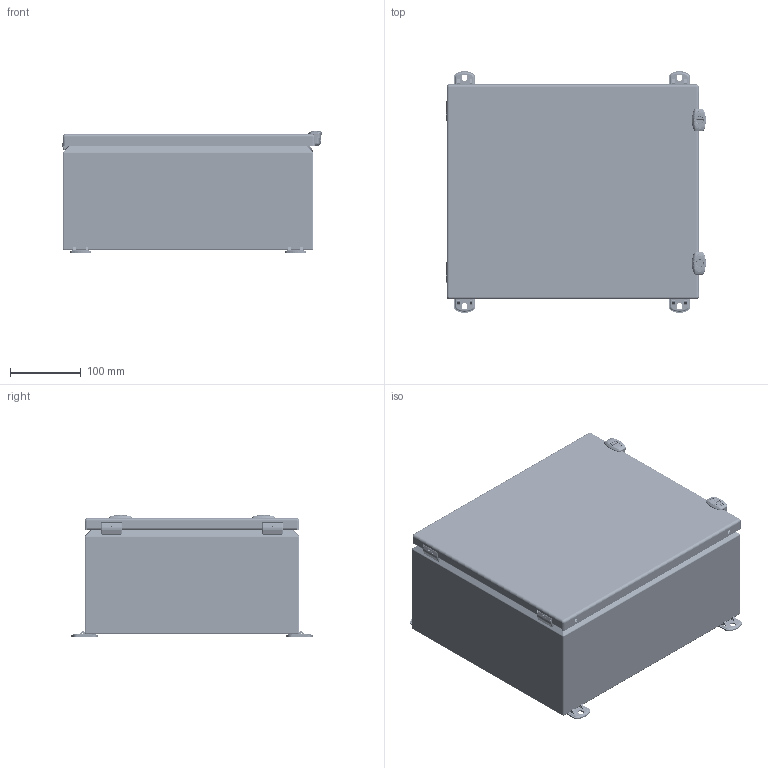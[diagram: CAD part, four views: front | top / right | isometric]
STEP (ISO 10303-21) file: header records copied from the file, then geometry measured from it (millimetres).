
FILE_DESCRIPTION(/* description */ ('5412EALCH 12" x 14" x 6" Assembly'),/* implementation_level */ '2;1');
FILE_NAME(/* name */ '5412EALCH121406.stp',/* time_stamp */ '2022-04-14T00:48:07-04:00',/* author */ ('BoxCad'),/* organization */ (''),/* preprocessor_version */ 'ST-DEVELOPER v18.1',/* originating_system */ 'Autodesk Inventor 2020',/* authorisation */ '');
FILE_SCHEMA (('AUTOMOTIVE_DESIGN { 1 0 10303 214 3 1 1 }'));
Products named in the file (39): 5412EALCH121406; 5412EALCH121406B; 5412EALCH121406B-P; STK-A-70469-1; STK-Q-08100-1; STK-A-70469-2; STK-Q-70469-P; STK-Q-70469-S; STK-Q-70469-O; STK-Q-08100-2; RIVET_NUT_SS_M6_FH_CE; STK-PEM-FHS-M6-20; 880SP1412G; 880SP1412G-P; STK-Q-07200; 5412EALCH121406AK; 5412EALCH121406MF_AK; 885ESSCHMF-FEET; STK-Q-03075; 5412EALCH121406C; 5412EALCH121406C-P; 5412EALCH121406G; STK-A-33038-1; STK-A-33038-2; STK-Q-33038-B; STK-Q-33038-S; STK-Q-33038-G; STK-P-02400S; STANDOFF_AL_M6 x 10mm; STK-S-00100; STK-A-880SCQ2MS-1; STK-A-880SCQ2MS-2; STK-Q-79960-A; STK-Q-79960-B; STK-Q-70720; STK-Q-08100-3; STK-Q-08100-4; STK-Q-08100-A; STK-Q-08100-B
Assembly tree (74 placements, depth 4):
  5412EALCH121406
    5412EALCH121406B
      5412EALCH121406B-P
      STK-P-02400S
      STANDOFF_AL_M6 x 10mm
      STK-A-70469-1
        STK-Q-70469-P
        STK-Q-70469-S
        STK-Q-70469-O
      STK-Q-08100-1
        STK-Q-08100-A
        STK-Q-08100-B
      STK-A-70469-2
        STK-Q-70469-P
        STK-Q-70469-S
        STK-Q-70469-O
      STK-Q-08100-2
        STK-Q-08100-A
        STK-Q-08100-B
      RIVET_NUT_SS_M6_FH_CE  x4
      STK-PEM-FHS-M6-20  x4
    STK-Q-07200  x8
    880SP1412G
      880SP1412G-P
    5412EALCH121406AK
    5412EALCH121406MF_AK
      885ESSCHMF-FEET  x4
      STK-Q-03075  x4
    5412EALCH121406C
      5412EALCH121406C-P
      5412EALCH121406G
      STK-A-33038-1
        STK-Q-33038-B
        STK-Q-33038-S
        STK-Q-33038-G
      STK-A-33038-2
        STK-Q-33038-B
        STK-Q-33038-S
        STK-Q-33038-G
      STK-P-02400S
      STANDOFF_AL_M6 x 10mm
      STK-S-00100
      STK-A-880SCQ2MS-1
        STK-Q-79960-A
        STK-Q-79960-B
        STK-Q-70720
      STK-A-880SCQ2MS-2
        STK-Q-79960-A
        STK-Q-79960-B
        STK-Q-70720
    STK-Q-08100-3
      STK-Q-08100-A
      STK-Q-08100-B
    STK-Q-08100-4
      STK-Q-08100-A
      STK-Q-08100-B
Bounding box: 368.27 x 342.8 x 171.7 mm (x, y, z)
Volume: 843779.7 mm3; surface area: 1180661 mm2
Topology: 59 solids, 59 shells, 8409 faces, 21710 edges, 13374 vertices
Faces by surface type: plane 3583, cylinder 2002, bspline 1900, torus 548, sphere 202, cone 174
Full cylindrical faces by diameter (mm): 0.762 x2, 0.9 x2, 3 x2, 3.175 x2, 3.25 x2, 4.2 x4, 4.4 x12, 4.45 x2, 4.9 x30, 5 x8, 5.01 x32, 5.1 x10, 5.9 x56, 5.994 x4, 6 x12, 6.1 x2, 7.62 x4, 8.128 x4, 8.382 x2, 8.6 x2, 10 x2, 10.465 x2, 10.7 x2, 12.7 x4
Entity records: 124778 total; most frequent: CARTESIAN_POINT 44493, ORIENTED_EDGE 17400, DIRECTION 14838, EDGE_CURVE 8700, VERTEX_POINT 5413, AXIS2_PLACEMENT_3D 5046, LINE 4746, VECTOR 4746
